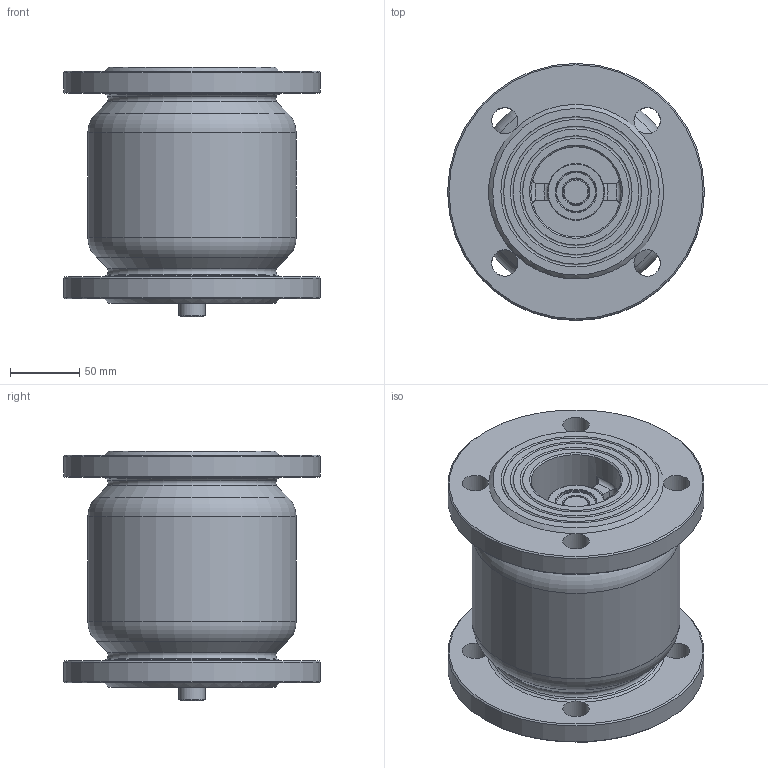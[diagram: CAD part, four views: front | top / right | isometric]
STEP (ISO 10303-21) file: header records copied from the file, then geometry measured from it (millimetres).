
FILE_DESCRIPTION(/* description */ (''),/* implementation_level */ '2;1');
FILE_NAME(/* name */ 'DN65_3D_STEP.stp',/* time_stamp */ '2025-08-31T16:26:17+03:00',/* author */ ('igorr'),/* organization */ (''),/* preprocessor_version */ 'ST-DEVELOPER v20',/* originating_system */ 'Autodesk Inventor 2025',/* authorisation */ '');
FILE_SCHEMA (('AUTOMOTIVE_DESIGN { 1 0 10303 214 3 1 1 }'));
Length unit declared in the file: millimetre
Products named in the file (1): Деталь1
Bounding box: 185 x 185 x 180 mm (x, y, z)
Volume: 2591958 mm3; surface area: 221917.9 mm2
Topology: 1 solids, 2 shells, 183 faces, 486 edges, 316 vertices
Faces by surface type: plane 75, cylinder 42, torus 24, bspline 23, cone 19
Full cylindrical faces by diameter (mm): 18 x2, 19 x11, 29 x2, 65 x3, 107 x1, 108 x1, 150 x1, 185 x2
Entity records: 6823 total; most frequent: CARTESIAN_POINT 1953, DIRECTION 976, ORIENTED_EDGE 972, EDGE_CURVE 486, AXIS2_PLACEMENT_3D 399, VERTEX_POINT 316, CIRCLE 230, EDGE_LOOP 216
